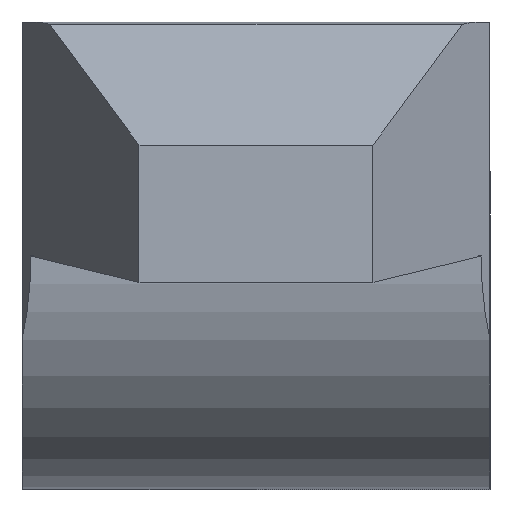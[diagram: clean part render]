
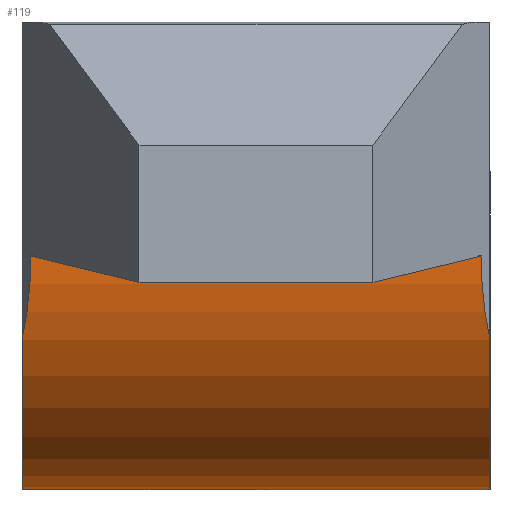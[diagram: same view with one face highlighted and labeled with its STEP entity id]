
A CAD part, left-side view. The second image highlights one B-rep face of the part: STEP entity #119.
In plain terms, the highlighted cylindrical face has radius 20 mm (diameter 40 mm), a partial arc.
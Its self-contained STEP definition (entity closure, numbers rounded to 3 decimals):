
#119=ADVANCED_FACE('',(#321),#322,.T.);
#145=EDGE_CURVE('',#299,#213,#351,.T.);
#155=EDGE_CURVE('',#179,#191,#362,.T.);
#157=EDGE_CURVE('',#183,#179,#364,.T.);
#179=VERTEX_POINT('',#390);
#183=VERTEX_POINT('',#394);
#191=VERTEX_POINT('',#402);
#213=VERTEX_POINT('',#426);
#233=VERTEX_POINT('',#446);
#247=EDGE_CURVE('',#299,#183,#462,.T.);
#279=EDGE_CURVE('',#191,#233,#499,.T.);
#293=EDGE_CURVE('',#233,#213,#514,.T.);
#299=VERTEX_POINT('',#520);
#321=FACE_OUTER_BOUND('',#533,.T.);
#322=CYLINDRICAL_SURFACE('',#534,20.0);
#351=LINE('',#576,#577);
#362=LINE('',#592,#593);
#364=CIRCLE('',#596,20.0);
#390=CARTESIAN_POINT('',(36.0,20.0,-17.751));
#394=CARTESIAN_POINT('',(17.321,20.0,-4.898));
#402=CARTESIAN_POINT('',(36.0,-20.0,-17.751));
#426=CARTESIAN_POINT('',(16.0,-19.238,2.249));
#446=CARTESIAN_POINT('',(17.321,-20.0,-4.898));
#462=ELLIPSE('',#780,23.094,20.0);
#499=CIRCLE('',#833,20.0);
#514=ELLIPSE('',#853,23.094,20.0);
#520=CARTESIAN_POINT('',(16.0,19.238,2.249));
#533=EDGE_LOOP('',(#867,#868,#869,#870,#871,#872));
#534=AXIS2_PLACEMENT_3D('',#873,#874,#875);
#576=CARTESIAN_POINT('',(16.0,0.,2.249));
#577=VECTOR('',#914,1.0);
#592=CARTESIAN_POINT('',(36.0,0.,-17.751));
#593=VECTOR('',#927,1.0);
#596=AXIS2_PLACEMENT_3D('',#928,#929,#930);
#780=AXIS2_PLACEMENT_3D('',#1023,#1024,#1025);
#833=AXIS2_PLACEMENT_3D('',#1072,#1073,#1074);
#853=AXIS2_PLACEMENT_3D('',#1089,#1090,#1091);
#867=ORIENTED_EDGE('',*,*,#293,.T.);
#868=ORIENTED_EDGE('',*,*,#145,.F.);
#869=ORIENTED_EDGE('',*,*,#247,.T.);
#870=ORIENTED_EDGE('',*,*,#157,.T.);
#871=ORIENTED_EDGE('',*,*,#155,.T.);
#872=ORIENTED_EDGE('',*,*,#279,.T.);
#873=CARTESIAN_POINT('',(36.0,0.,2.249));
#874=DIRECTION('',(-0.0,1.0,0.));
#875=DIRECTION('',(-1.0,0.,0.));
#914=DIRECTION('',(0.0,-1.0,0.));
#927=DIRECTION('',(0.0,-1.0,0.));
#928=CARTESIAN_POINT('',(36.0,20.0,2.249));
#929=DIRECTION('',(0.0,-1.0,0.));
#930=DIRECTION('',(-1.0,0.,0.));
#1023=CARTESIAN_POINT('',(36.0,30.785,2.249));
#1024=DIRECTION('',(0.5,-0.866,0.0));
#1025=DIRECTION('',(-0.866,-0.5,0.));
#1072=CARTESIAN_POINT('',(36.0,-20.0,2.249));
#1073=DIRECTION('',(0.0,1.0,0.));
#1074=DIRECTION('',(-1.0,0.,0.));
#1089=CARTESIAN_POINT('',(36.0,-30.785,2.249));
#1090=DIRECTION('',(0.5,0.866,0.0));
#1091=DIRECTION('',(-0.866,0.5,0.));
